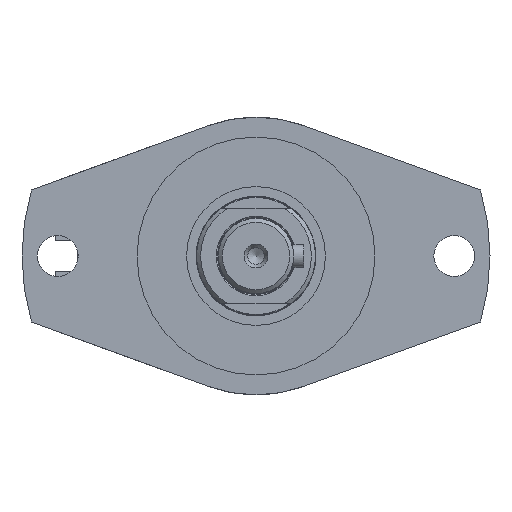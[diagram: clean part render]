
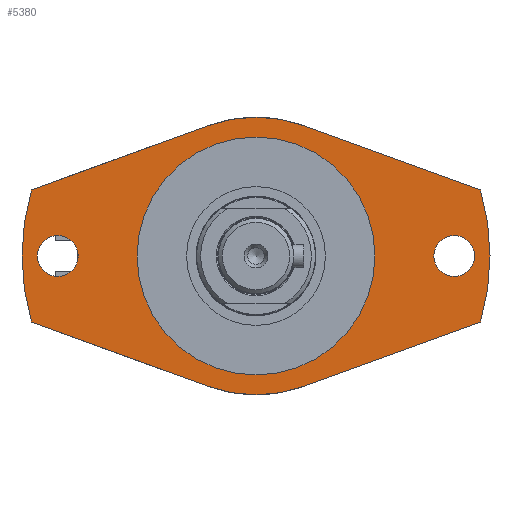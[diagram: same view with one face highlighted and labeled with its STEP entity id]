
A CAD part, left-side view. The second image highlights one B-rep face of the part: STEP entity #5380.
In plain terms, the highlighted planar face has unit normal (-1, 0, 0).
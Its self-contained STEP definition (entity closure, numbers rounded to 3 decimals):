
#166=FACE_BOUND('',#1645,.T.);
#167=FACE_BOUND('',#1646,.T.);
#168=FACE_BOUND('',#1647,.T.);
#256=PLANE('',#5907);
#502=LINE('',#8706,#882);
#505=LINE('',#8712,#885);
#509=LINE('',#8719,#889);
#512=LINE('',#8725,#892);
#882=VECTOR('',#6986,10.);
#885=VECTOR('',#6991,10.);
#889=VECTOR('',#6997,10.);
#892=VECTOR('',#7002,10.);
#1321=FACE_OUTER_BOUND('',#1644,.T.);
#1644=EDGE_LOOP('',(#4143,#4144,#4145,#4146,#4147,#4148,#4149,#4150));
#1645=EDGE_LOOP('',(#4151));
#1646=EDGE_LOOP('',(#4152));
#1647=EDGE_LOOP('',(#4153,#4154));
#2016=CIRCLE('',#5889,35.);
#2018=CIRCLE('',#5891,35.);
#2022=CIRCLE('',#5896,5.15);
#2025=CIRCLE('',#5900,5.15);
#2027=CIRCLE('',#5908,59.);
#2028=CIRCLE('',#5909,59.);
#2029=CIRCLE('',#5910,30.);
#2030=CIRCLE('',#5911,30.);
#2405=VERTEX_POINT('',#8671);
#2406=VERTEX_POINT('',#8673);
#2409=VERTEX_POINT('',#8679);
#2410=VERTEX_POINT('',#8681);
#2414=VERTEX_POINT('',#8691);
#2417=VERTEX_POINT('',#8699);
#2418=VERTEX_POINT('',#8703);
#2421=VERTEX_POINT('',#8711);
#2423=VERTEX_POINT('',#8717);
#2425=VERTEX_POINT('',#8722);
#2426=VERTEX_POINT('',#8731);
#2427=VERTEX_POINT('',#8732);
#3032=EDGE_CURVE('',#2406,#2405,#2016,.T.);
#3036=EDGE_CURVE('',#2410,#2409,#2018,.T.);
#3042=EDGE_CURVE('',#2414,#2414,#2022,.T.);
#3046=EDGE_CURVE('',#2417,#2417,#2025,.T.);
#3048=EDGE_CURVE('',#2405,#2418,#502,.T.);
#3051=EDGE_CURVE('',#2421,#2410,#505,.T.);
#3055=EDGE_CURVE('',#2409,#2423,#509,.T.);
#3058=EDGE_CURVE('',#2425,#2406,#512,.T.);
#3060=EDGE_CURVE('',#2421,#2418,#2027,.T.);
#3061=EDGE_CURVE('',#2425,#2423,#2028,.T.);
#3062=EDGE_CURVE('',#2426,#2427,#2029,.T.);
#3063=EDGE_CURVE('',#2427,#2426,#2030,.T.);
#4143=ORIENTED_EDGE('',*,*,#3058,.T.);
#4144=ORIENTED_EDGE('',*,*,#3032,.T.);
#4145=ORIENTED_EDGE('',*,*,#3048,.T.);
#4146=ORIENTED_EDGE('',*,*,#3060,.F.);
#4147=ORIENTED_EDGE('',*,*,#3051,.T.);
#4148=ORIENTED_EDGE('',*,*,#3036,.T.);
#4149=ORIENTED_EDGE('',*,*,#3055,.T.);
#4150=ORIENTED_EDGE('',*,*,#3061,.F.);
#4151=ORIENTED_EDGE('',*,*,#3042,.T.);
#4152=ORIENTED_EDGE('',*,*,#3046,.T.);
#4153=ORIENTED_EDGE('',*,*,#3062,.T.);
#4154=ORIENTED_EDGE('',*,*,#3063,.T.);
#5380=ADVANCED_FACE('',(#1321,#166,#167,#168),#256,.T.);
#5889=AXIS2_PLACEMENT_3D('',#8674,#6954,#6955);
#5891=AXIS2_PLACEMENT_3D('',#8682,#6960,#6961);
#5896=AXIS2_PLACEMENT_3D('',#8693,#6972,#6973);
#5900=AXIS2_PLACEMENT_3D('',#8701,#6981,#6982);
#5907=AXIS2_PLACEMENT_3D('',#8728,#7007,#7008);
#5908=AXIS2_PLACEMENT_3D('',#8729,#7009,#7010);
#5909=AXIS2_PLACEMENT_3D('',#8730,#7011,#7012);
#5910=AXIS2_PLACEMENT_3D('',#8733,#7013,#7014);
#5911=AXIS2_PLACEMENT_3D('',#8734,#7015,#7016);
#6954=DIRECTION('center_axis',(-1.,0.,0.));
#6955=DIRECTION('ref_axis',(0.,0.342,-0.94));
#6960=DIRECTION('center_axis',(-1.,0.,0.));
#6961=DIRECTION('ref_axis',(0.,-0.342,0.94));
#6972=DIRECTION('center_axis',(1.,0.,0.));
#6973=DIRECTION('ref_axis',(0.,0.,
1.));
#6981=DIRECTION('center_axis',(1.,0.,0.));
#6982=DIRECTION('ref_axis',(0.,0.,
1.));
#6986=DIRECTION('',(0.,0.94,-0.342));
#6991=DIRECTION('',(0.,-0.94,-0.342));
#6997=DIRECTION('',(0.,-0.94,0.342));
#7002=DIRECTION('',(0.,0.94,0.342));
#7007=DIRECTION('center_axis',(-1.,0.,0.));
#7008=DIRECTION('ref_axis',(0.,0.,
-1.));
#7009=DIRECTION('center_axis',(1.,0.,0.));
#7010=DIRECTION('ref_axis',(0.,-1.,0.));
#7011=DIRECTION('center_axis',(1.,0.,0.));
#7012=DIRECTION('ref_axis',(0.,-1.,0.));
#7013=DIRECTION('center_axis',(1.,0.,0.));
#7014=DIRECTION('ref_axis',(0.,-1.,0.));
#7015=DIRECTION('center_axis',(1.,0.,0.));
#7016=DIRECTION('ref_axis',(0.,-1.,0.));
#8671=CARTESIAN_POINT('',(-195.7,11.971,32.889));
#8673=CARTESIAN_POINT('',(-195.7,-11.971,32.889));
#8674=CARTESIAN_POINT('Origin',(-195.7,0.,
0.));
#8679=CARTESIAN_POINT('',(-195.7,-11.971,-32.889));
#8681=CARTESIAN_POINT('',(-195.7,11.971,-32.889));
#8682=CARTESIAN_POINT('Origin',(-195.7,0.,
0.));
#8691=CARTESIAN_POINT('',(-195.7,50.,-5.15));
#8693=CARTESIAN_POINT('Origin',(-195.7,50.,0.));
#8699=CARTESIAN_POINT('',(-195.7,-50.,-5.15));
#8701=CARTESIAN_POINT('Origin',(-195.7,-50.,0.));
#8703=CARTESIAN_POINT('',(-195.7,56.604,16.644));
#8706=CARTESIAN_POINT('',(-195.7,-7.677,40.04));
#8711=CARTESIAN_POINT('',(-195.7,56.604,-16.644));
#8712=CARTESIAN_POINT('',(-195.7,37.505,-23.596));
#8717=CARTESIAN_POINT('',(-195.7,-56.604,-16.644));
#8719=CARTESIAN_POINT('',(-195.7,-31.618,-25.738));
#8722=CARTESIAN_POINT('',(-195.7,-56.604,16.644));
#8725=CARTESIAN_POINT('',(-195.7,-76.799,9.294));
#8728=CARTESIAN_POINT('Origin',(-195.7,-44.5,0.));
#8729=CARTESIAN_POINT('Origin',(-195.7,0.,
0.));
#8730=CARTESIAN_POINT('Origin',(-195.7,0.,
0.));
#8731=CARTESIAN_POINT('',(-195.7,-30.,0.));
#8732=CARTESIAN_POINT('',(-195.7,30.,0.));
#8733=CARTESIAN_POINT('Origin',(-195.7,0.,
0.));
#8734=CARTESIAN_POINT('Origin',(-195.7,0.,
0.));
